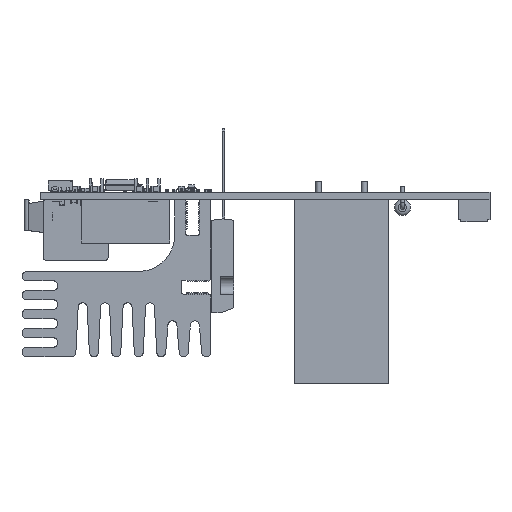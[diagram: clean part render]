
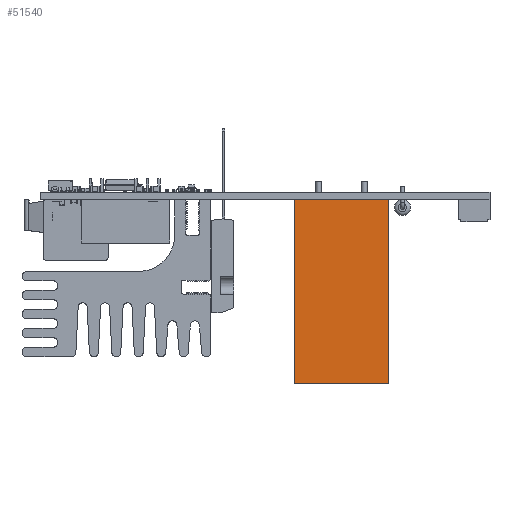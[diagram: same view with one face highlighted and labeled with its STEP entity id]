
A CAD part, front view. The second image highlights one B-rep face of the part: STEP entity #51540.
In plain terms, the highlighted face is planar.
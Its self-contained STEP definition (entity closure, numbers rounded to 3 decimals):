
#51216 = VERTEX_POINT('',#51217);
#51217 = CARTESIAN_POINT('',(43.,0.,0.));
#51223 = EDGE_CURVE('',#51224,#51216,#51226,.T.);
#51224 = VERTEX_POINT('',#51225);
#51225 = CARTESIAN_POINT('',(43.,0.,21.));
#51226 = LINE('',#51227,#51228);
#51227 = CARTESIAN_POINT('',(43.,0.,21.));
#51228 = VECTOR('',#51229,1.);
#51229 = DIRECTION('',(-0.,-0.,-1.));
#51285 = EDGE_CURVE('',#51224,#51286,#51288,.T.);
#51286 = VERTEX_POINT('',#51287);
#51287 = CARTESIAN_POINT('',(43.,41.,21.));
#51288 = LINE('',#51289,#51290);
#51289 = CARTESIAN_POINT('',(43.,0.,21.));
#51290 = VECTOR('',#51291,1.);
#51291 = DIRECTION('',(0.,1.,0.));
#51363 = VERTEX_POINT('',#51364);
#51364 = CARTESIAN_POINT('',(43.,41.,0.));
#51370 = EDGE_CURVE('',#51216,#51363,#51371,.T.);
#51371 = LINE('',#51372,#51373);
#51372 = CARTESIAN_POINT('',(43.,0.,0.));
#51373 = VECTOR('',#51374,1.);
#51374 = DIRECTION('',(0.,1.,0.));
#51540 = ADVANCED_FACE('',(#51541),#51552,.F.);
#51541 = FACE_BOUND('',#51542,.T.);
#51542 = EDGE_LOOP('',(#51543,#51544,#51550,#51551));
#51543 = ORIENTED_EDGE('',*,*,#51370,.T.);
#51544 = ORIENTED_EDGE('',*,*,#51545,.F.);
#51545 = EDGE_CURVE('',#51286,#51363,#51546,.T.);
#51546 = LINE('',#51547,#51548);
#51547 = CARTESIAN_POINT('',(43.,41.,21.));
#51548 = VECTOR('',#51549,1.);
#51549 = DIRECTION('',(-0.,-0.,-1.));
#51550 = ORIENTED_EDGE('',*,*,#51285,.F.);
#51551 = ORIENTED_EDGE('',*,*,#51223,.T.);
#51552 = PLANE('',#51553);
#51553 = AXIS2_PLACEMENT_3D('',#51554,#51555,#51556);
#51554 = CARTESIAN_POINT('',(43.,0.,21.));
#51555 = DIRECTION('',(-1.,0.,0.));
#51556 = DIRECTION('',(0.,0.,1.));
